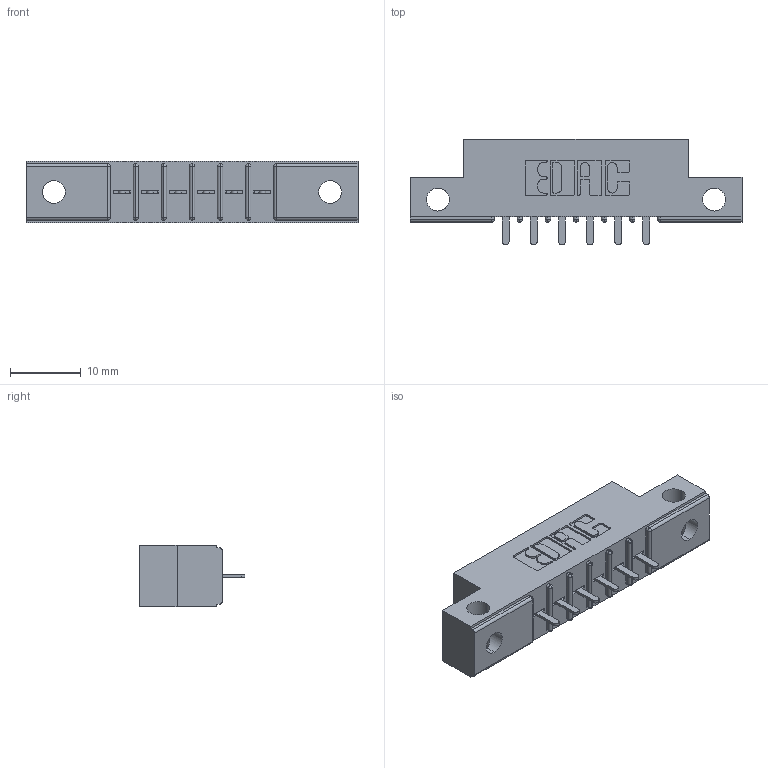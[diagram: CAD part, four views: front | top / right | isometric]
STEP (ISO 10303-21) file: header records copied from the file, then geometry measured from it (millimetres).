
FILE_DESCRIPTION (( 'STEP AP203' ), '1' );
FILE_NAME ('306-006-521-112.STEP', '2020-09-20T18:57:13', ( '' ), ( '' ), 'SwSTEP 2.0', 'SolidWorks 2020', '' );
FILE_SCHEMA (( 'CONFIG_CONTROL_DESIGN' ));
Length unit declared in the file: inch
Products named in the file (3): 306-290-001_121; 306-006-521-112; 306 Part_.128 Dia
Assembly tree (7 placements, depth 2):
  306-006-521-112
    306 Part_.128 Dia
    306-290-001_121  x6
Bounding box: 46.79 x 14.88 x 8.71 mm (x, y, z)
Volume: 2982 mm3; surface area: 3817.4 mm2
Topology: 7 solids, 7 shells, 548 faces, 1534 edges, 984 vertices
Faces by surface type: plane 350, cylinder 174, sphere 24
Entity records: 10621 total; most frequent: CARTESIAN_POINT 1825, ORIENTED_EDGE 1760, DIRECTION 1742, EDGE_CURVE 880, VECTOR 652, LINE 652, VERTEX_POINT 564, AXIS2_PLACEMENT_3D 545
